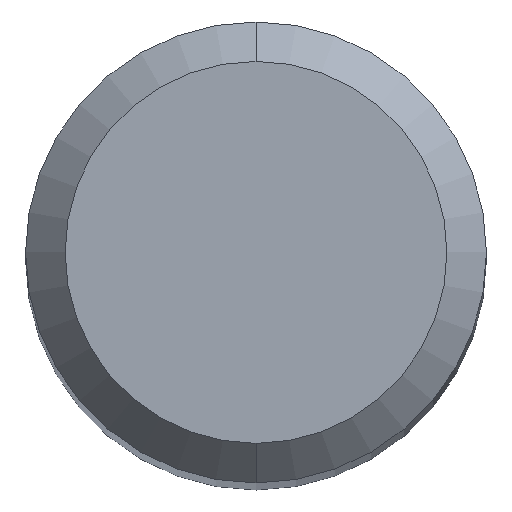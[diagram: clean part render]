
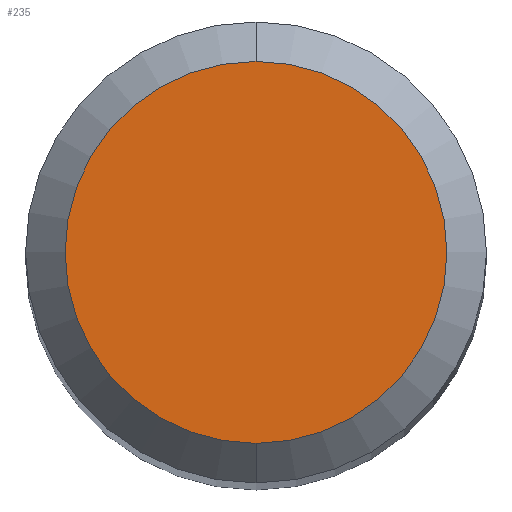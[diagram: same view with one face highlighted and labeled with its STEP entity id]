
A CAD part, top view. The second image highlights one B-rep face of the part: STEP entity #235.
In plain terms, the highlighted planar face has unit normal (0, 0, 1).
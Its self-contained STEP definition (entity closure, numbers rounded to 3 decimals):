
#167=EDGE_CURVE('',#341,#223,#402,.T.);
#169=EDGE_CURVE('',#223,#341,#404,.T.);
#223=VERTEX_POINT('',#465);
#235=ADVANCED_FACE('',(#478),#479,.T.);
#341=VERTEX_POINT('',#599);
#402=CIRCLE('',#667,1.45);
#404=CIRCLE('',#670,1.45);
#465=CARTESIAN_POINT('',(0.,-1.45,0.0));
#478=FACE_OUTER_BOUND('',#761,.T.);
#479=PLANE('',#762);
#599=CARTESIAN_POINT('',(0.0,1.45,0.0));
#667=AXIS2_PLACEMENT_3D('',#977,#978,#979);
#670=AXIS2_PLACEMENT_3D('',#980,#981,#982);
#761=EDGE_LOOP('',(#1073,#1074));
#762=AXIS2_PLACEMENT_3D('',#1075,#1076,#1077);
#977=CARTESIAN_POINT('',(0.0,0.0,0.0));
#978=DIRECTION('',(0.0,0.0,-1.0));
#979=DIRECTION('',(0.0,1.0,0.0));
#980=CARTESIAN_POINT('',(0.0,0.0,0.0));
#981=DIRECTION('',(0.0,0.0,-1.0));
#982=DIRECTION('',(0.0,1.0,0.0));
#1073=ORIENTED_EDGE('',*,*,#167,.F.);
#1074=ORIENTED_EDGE('',*,*,#169,.F.);
#1075=CARTESIAN_POINT('',(0.0,0.725,0.0));
#1076=DIRECTION('',(-0.0,0.0,1.0));
#1077=DIRECTION('',(0.0,-1.0,0.0));
